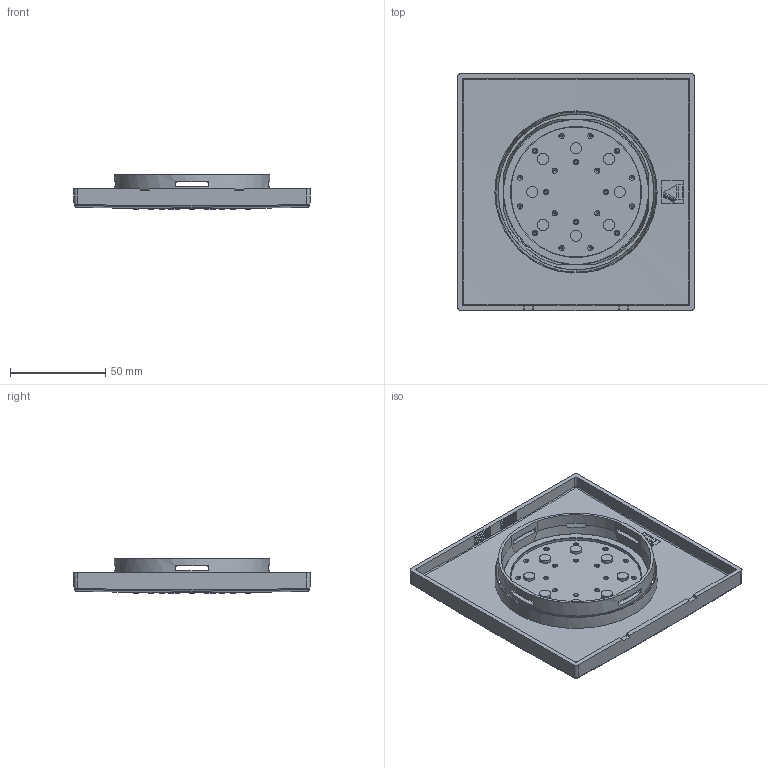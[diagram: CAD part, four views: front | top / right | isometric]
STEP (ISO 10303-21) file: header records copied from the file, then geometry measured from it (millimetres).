
FILE_DESCRIPTION(/* description */ ('Unknown'),/* implementation_level */ '2;1');
FILE_NAME(/* name */ 'M135',/* time_stamp */ '2016-04-21T10:19:52+02:00',/* author */ ('Unknown'),/* organization */ ('Unknown'),/* preprocessor_version */ 'ST-DEVELOPER v16.7',/* originating_system */ 'DEX',/* authorisation */ $);
FILE_SCHEMA (('AUTOMOTIVE_DESIGN {1 0 10303 214 3 1 1}'));
Length unit declared in the file: millimetre
Products named in the file (6): M135; E112005_00000ZZ_ASM; E055035_00200ZZ_ASM; A063021_00101RA; A064025_12900ZZ; A034012_00101ZZ
Assembly tree (5 placements, depth 3):
  M135
    E112005_00000ZZ_ASM
    E055035_00200ZZ_ASM
      A063021_00101RA
      A064025_12900ZZ
    A034012_00101ZZ
Bounding box: 124.5 x 124.5 x 18.3 mm (x, y, z)
Volume: 61141.6 mm3; surface area: 61429.8 mm2
Topology: 3 solids, 3 shells, 671 faces, 1846 edges, 1217 vertices
Faces by surface type: plane 413, cone 69, cylinder 67, torus 52, bspline 50, sphere 20
Full cylindrical faces by diameter (mm): 1.731 x20, 5.888 x8, 68.5 x1, 76.4 x1, 81.678 x1
Entity records: 42836 total; most frequent: CARTESIAN_POINT 25696, ORIENTED_EDGE 3278, DIRECTION 3193, EDGE_CURVE 1639, AXIS2_PLACEMENT_3D 1249, VERTEX_POINT 1149, EDGE_LOOP 936, FACE_BOUND 936
